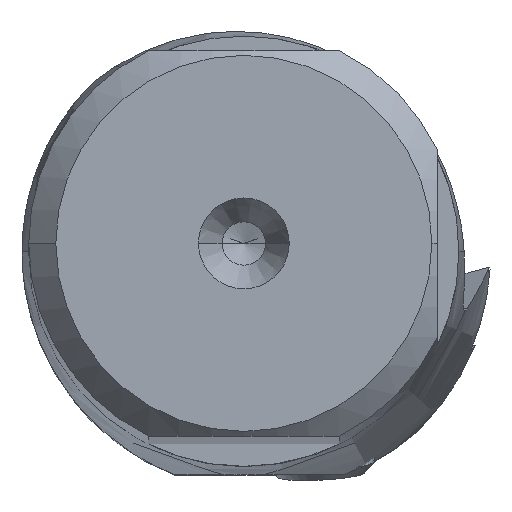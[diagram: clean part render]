
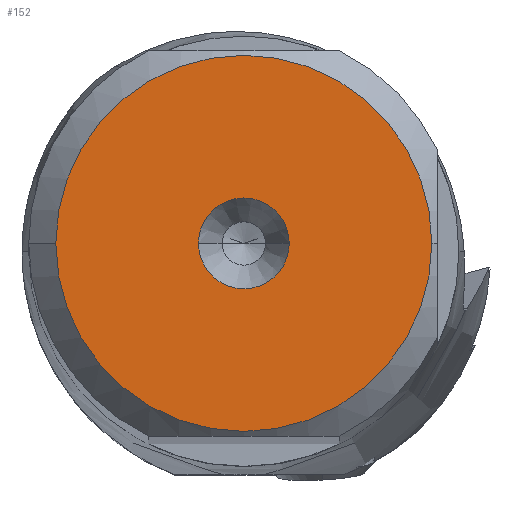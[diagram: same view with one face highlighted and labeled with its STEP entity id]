
A CAD part, top view. The second image highlights one B-rep face of the part: STEP entity #152.
In plain terms, the highlighted planar face has unit normal (0, 0, 1).
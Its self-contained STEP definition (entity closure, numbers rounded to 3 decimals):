
#46=FACE_BOUND('',#332,.T.);
#47=FACE_BOUND('',#333,.T.);
#57=PLANE('',#1608);
#152=ADVANCED_FACE('',(#46,#47),#57,.T.);
#332=EDGE_LOOP('',(#809,#810,#811));
#333=EDGE_LOOP('',(#812,#813));
#411=CIRCLE('',#1600,6.938);
#412=CIRCLE('',#1601,6.938);
#413=CIRCLE('',#1604,6.938);
#414=CIRCLE('',#1606,1.675);
#415=CIRCLE('',#1607,1.675);
#809=ORIENTED_EDGE('',*,*,#1311,.F.);
#810=ORIENTED_EDGE('',*,*,#1304,.F.);
#811=ORIENTED_EDGE('',*,*,#1303,.F.);
#812=ORIENTED_EDGE('',*,*,#1312,.F.);
#813=ORIENTED_EDGE('',*,*,#1313,.F.);
#1138=VERTEX_POINT('',#2551);
#1139=VERTEX_POINT('',#2553);
#1140=VERTEX_POINT('',#2555);
#1142=VERTEX_POINT('',#2605);
#1143=VERTEX_POINT('',#2606);
#1303=EDGE_CURVE('',#1138,#1139,#411,.T.);
#1304=EDGE_CURVE('',#1139,#1140,#412,.T.);
#1311=EDGE_CURVE('',#1140,#1138,#413,.T.);
#1312=EDGE_CURVE('',#1142,#1143,#414,.T.);
#1313=EDGE_CURVE('',#1143,#1142,#415,.T.);
#1600=AXIS2_PLACEMENT_3D('',#2552,#1881,#1882);
#1601=AXIS2_PLACEMENT_3D('',#2554,#1883,#1884);
#1604=AXIS2_PLACEMENT_3D('',#2602,#1890,#1891);
#1606=AXIS2_PLACEMENT_3D('',#2604,#1894,#1895);
#1607=AXIS2_PLACEMENT_3D('',#2607,#1896,#1897);
#1608=AXIS2_PLACEMENT_3D('',#2608,#1898,#1899);
#1881=DIRECTION('',(0.,0.,-1.));
#1882=DIRECTION('',(1.,0.,0.));
#1883=DIRECTION('',(0.,0.,-1.));
#1884=DIRECTION('',(0.,-1.,0.));
#1890=DIRECTION('',(0.,0.,-1.));
#1891=DIRECTION('',(-1.,0.,0.));
#1894=DIRECTION('',(0.,0.,1.));
#1895=DIRECTION('',(-1.,0.,0.));
#1896=DIRECTION('',(0.,0.,1.));
#1897=DIRECTION('',(1.,0.,0.));
#1898=DIRECTION('',(0.,0.,1.));
#1899=DIRECTION('',(1.,0.,0.));
#2551=CARTESIAN_POINT('',(6.938,0.,0.));
#2552=CARTESIAN_POINT('',(0.,0.,0.));
#2553=CARTESIAN_POINT('',(0.,-6.938,0.));
#2554=CARTESIAN_POINT('',(0.,0.,0.));
#2555=CARTESIAN_POINT('',(-6.938,0.,0.));
#2602=CARTESIAN_POINT('',(0.,0.,0.));
#2604=CARTESIAN_POINT('',(0.,0.,0.));
#2605=CARTESIAN_POINT('',(-1.675,0.,0.));
#2606=CARTESIAN_POINT('',(1.675,0.,0.));
#2607=CARTESIAN_POINT('',(0.,0.,0.));
#2608=CARTESIAN_POINT('',(0.,0.,0.));
